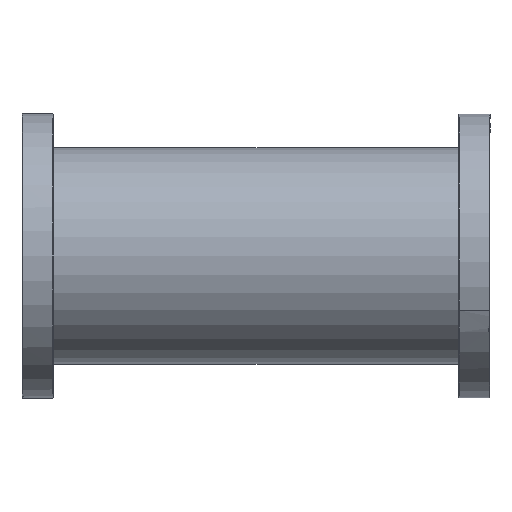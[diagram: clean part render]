
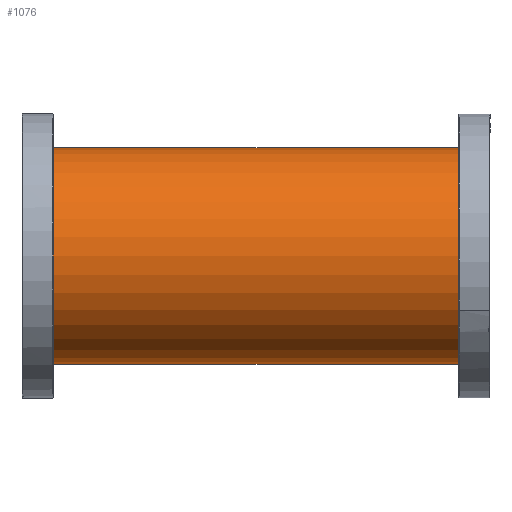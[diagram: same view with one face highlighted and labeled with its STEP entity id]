
A CAD part, front view. The second image highlights one B-rep face of the part: STEP entity #1076.
In plain terms, the highlighted cylindrical face has radius 77 mm (diameter 154 mm), a partial arc.
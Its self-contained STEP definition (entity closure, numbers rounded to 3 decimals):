
#215 = EDGE_LOOP ( 'NONE', ( #2625, #6259, #4468, #5908 ) ) ;
#835 = AXIS2_PLACEMENT_3D ( 'NONE', #10015, #4273, #10973 ) ;
#918 = VERTEX_POINT ( 'NONE', #6491 ) ;
#1076 = ADVANCED_FACE ( 'NONE', ( #6623 ), #1243, .T. ) ;
#1243 = CYLINDRICAL_SURFACE ( 'NONE', #3624, 77. ) ;
#1485 = LINE ( 'NONE', #7332, #8814 ) ;
#1525 = CARTESIAN_POINT ( 'NONE',  ( 154., 0., 0. ) ) ;
#1610 = LINE ( 'NONE', #3943, #6665 ) ;
#1789 = DIRECTION ( 'NONE',  ( 0., 0., 1. ) ) ;
#2473 = EDGE_CURVE ( 'NONE', #9409, #8753, #1485, .T. ) ;
#2479 = DIRECTION ( 'NONE',  ( 0., 0., -1. ) ) ;
#2625 = ORIENTED_EDGE ( 'NONE', *, *, #3691, .F. ) ;
#3624 = AXIS2_PLACEMENT_3D ( 'NONE', #6511, #7492, #1789 ) ;
#3691 = EDGE_CURVE ( 'NONE', #9943, #918, #1610, .T. ) ;
#3943 = CARTESIAN_POINT ( 'NONE',  ( 154., 0., -77. ) ) ;
#4273 = DIRECTION ( 'NONE',  ( 1., 0., 0. ) ) ;
#4468 = ORIENTED_EDGE ( 'NONE', *, *, #2473, .T. ) ;
#4722 = CARTESIAN_POINT ( 'NONE',  ( 154., 0., -77. ) ) ;
#5908 = ORIENTED_EDGE ( 'NONE', *, *, #8614, .T. ) ;
#6174 = EDGE_CURVE ( 'NONE', #9409, #9943, #9265, .T. ) ;
#6259 = ORIENTED_EDGE ( 'NONE', *, *, #6174, .F. ) ;
#6491 = CARTESIAN_POINT ( 'NONE',  ( -154., 0., -77. ) ) ;
#6511 = CARTESIAN_POINT ( 'NONE',  ( 154., 0., 0. ) ) ;
#6535 = CARTESIAN_POINT ( 'NONE',  ( 154., 0., 77. ) ) ;
#6623 = FACE_OUTER_BOUND ( 'NONE', #215, .T. ) ;
#6665 = VECTOR ( 'NONE', #10592, 1000. ) ;
#7332 = CARTESIAN_POINT ( 'NONE',  ( 154., 0., 77. ) ) ;
#7367 = CARTESIAN_POINT ( 'NONE',  ( -154., 0., 77. ) ) ;
#7492 = DIRECTION ( 'NONE',  ( -1., 0., 0. ) ) ;
#7565 = AXIS2_PLACEMENT_3D ( 'NONE', #1525, #8201, #2479 ) ;
#8201 = DIRECTION ( 'NONE',  ( 1., 0., 0. ) ) ;
#8614 = EDGE_CURVE ( 'NONE', #8753, #918, #8658, .T. ) ;
#8658 = CIRCLE ( 'NONE', #835, 77. ) ;
#8753 = VERTEX_POINT ( 'NONE', #7367 ) ;
#8814 = VECTOR ( 'NONE', #10193, 1000. ) ;
#9265 = CIRCLE ( 'NONE', #7565, 77. ) ;
#9409 = VERTEX_POINT ( 'NONE', #6535 ) ;
#9943 = VERTEX_POINT ( 'NONE', #4722 ) ;
#10015 = CARTESIAN_POINT ( 'NONE',  ( -154., 0., 0. ) ) ;
#10193 = DIRECTION ( 'NONE',  ( -1., 0., 0. ) ) ;
#10592 = DIRECTION ( 'NONE',  ( -1., 0., 0. ) ) ;
#10973 = DIRECTION ( 'NONE',  ( 0., 0., -1. ) ) ;
